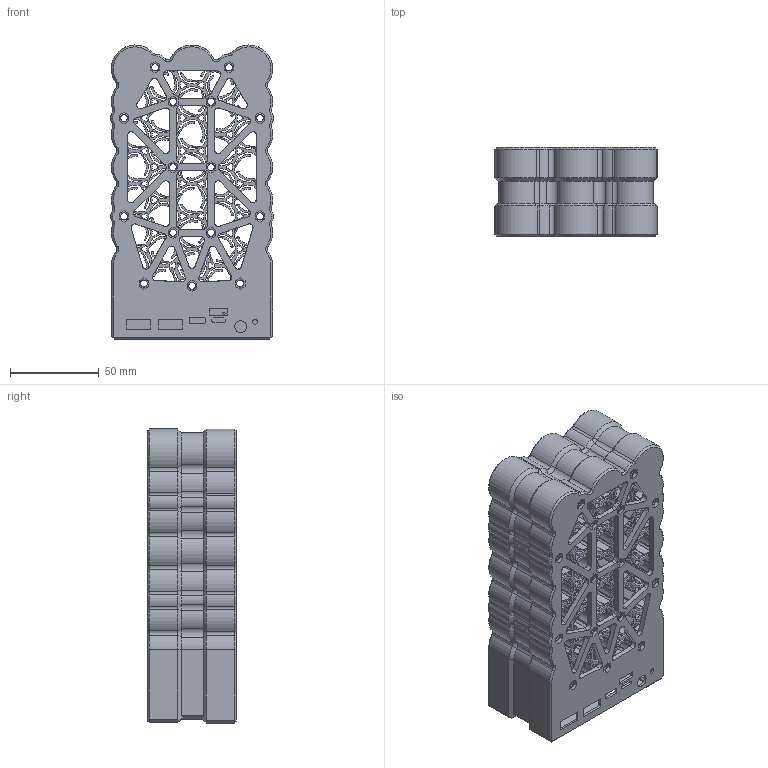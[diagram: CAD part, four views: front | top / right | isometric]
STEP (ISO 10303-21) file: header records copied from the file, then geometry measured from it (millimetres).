
FILE_DESCRIPTION(/* description */ ('','CAx-IF Rec.Pracs.---Representation and Presentation of Product Manufacturing Information (PMI)---4.0---2014-10-13'),/* implementation_level */ '2;1');
FILE_NAME(/* name */ 'Mk4 PCB 1 Nuts and Bolts 41mm v1.step',/* time_stamp */ '2025-01-12T22:33:11Z',/* author */ (''),/* organization */ (''),/* preprocessor_version */ 'ST-DEVELOPER v20',/* originating_system */ 'Autodesk Translation Framework v13.20.0.188',/* authorisation */ '');
FILE_SCHEMA (('AP242_MANAGED_MODEL_BASED_3D_ENGINEERING_MIM_LF { 1 0 10303 442 1 1 4 }'));
Length unit declared in the file: millimetre
Products named in the file (4): Mk4 PCB 1 Nuts and Bolts 41mm; Base protector; Top protector ; 41mm cell holder 
Assembly tree (3 placements, depth 2):
  Mk4 PCB 1 Nuts and Bolts 41mm
    Base protector
    Top protector 
    41mm cell holder 
Bounding box: 91.76 x 50.03 x 165.95 mm (x, y, z)
Volume: 267456.1 mm3; surface area: 336957.4 mm2
Topology: 3 solids, 3 shells, 2466 faces, 7027 edges, 4597 vertices
Faces by surface type: cylinder 1650, plane 652, cone 164
Full cylindrical faces by diameter (mm): 2.8 x1, 4 x45, 6 x15, 6.749 x1
Entity records: 82351 total; most frequent: DIRECTION 15357, CARTESIAN_POINT 14097, ORIENTED_EDGE 14054, EDGE_CURVE 7027, AXIS2_PLACEMENT_3D 5857, VERTEX_POINT 4597, LINE 3643, VECTOR 3643
